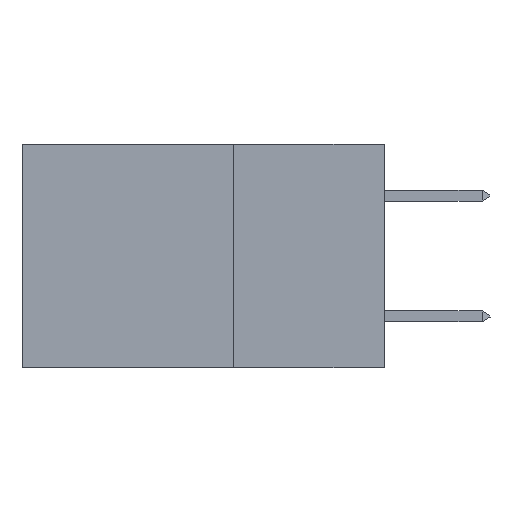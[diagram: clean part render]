
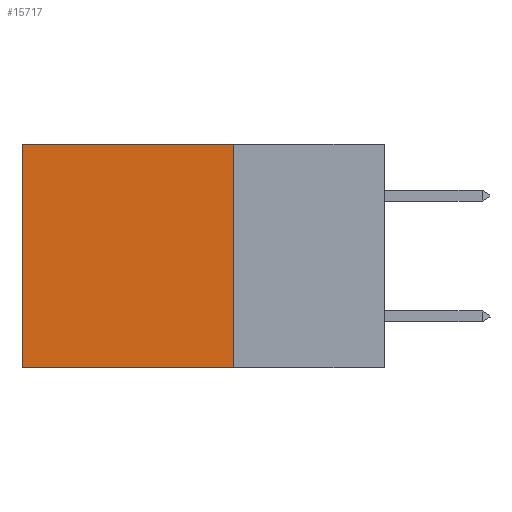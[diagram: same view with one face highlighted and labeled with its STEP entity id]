
A CAD part, left-side view. The second image highlights one B-rep face of the part: STEP entity #15717.
In plain terms, the highlighted planar face has unit normal (-1, 0, 0).
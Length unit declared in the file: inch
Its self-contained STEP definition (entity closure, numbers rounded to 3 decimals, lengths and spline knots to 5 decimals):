
#1063 = VECTOR ( 'NONE', #9731, 39.37008 ) ;
#1476 = VECTOR ( 'NONE', #11182, 39.37008 ) ;
#2173 = EDGE_CURVE ( 'NONE', #14278, #17009, #12937, .T. ) ;
#2329 = CARTESIAN_POINT ( 'NONE',  ( 0.2875, 0.6, 0. ) ) ;
#2521 = DIRECTION ( 'NONE',  ( 0., 0., -1. ) ) ;
#2701 = EDGE_CURVE ( 'NONE', #20977, #14278, #11852, .T. ) ;
#3986 = CARTESIAN_POINT ( 'NONE',  ( 0.2875, 0.6, -0.37 ) ) ;
#4282 = FACE_OUTER_BOUND ( 'NONE', #17911, .T. ) ;
#4728 = CARTESIAN_POINT ( 'NONE',  ( 0.2875, 0.25, 0. ) ) ;
#4795 = CARTESIAN_POINT ( 'NONE',  ( 0.2875, 0.25, 0. ) ) ;
#6394 = DIRECTION ( 'NONE',  ( 1., 0., 0. ) ) ;
#6560 = VERTEX_POINT ( 'NONE', #2329 ) ;
#6922 = EDGE_CURVE ( 'NONE', #6560, #17009, #18760, .T. ) ;
#8208 = EDGE_CURVE ( 'NONE', #20977, #6560, #12259, .T. ) ;
#8415 = DIRECTION ( 'NONE',  ( 0., 1., 0. ) ) ;
#8897 = VECTOR ( 'NONE', #8415, 39.37008 ) ;
#9731 = DIRECTION ( 'NONE',  ( 0., 0., -1. ) ) ;
#10006 = CARTESIAN_POINT ( 'NONE',  ( 0.2875, 0.6, 0. ) ) ;
#11138 = CARTESIAN_POINT ( 'NONE',  ( 0.2875, 0.25, 0. ) ) ;
#11182 = DIRECTION ( 'NONE',  ( 0., 1., 0. ) ) ;
#11852 = LINE ( 'NONE', #4728, #1063 ) ;
#12257 = ORIENTED_EDGE ( 'NONE', *, *, #6922, .T. ) ;
#12259 = LINE ( 'NONE', #4795, #8897 ) ;
#12818 = CARTESIAN_POINT ( 'NONE',  ( 0.2875, 0.25, -0.37 ) ) ;
#12926 = CARTESIAN_POINT ( 'NONE',  ( 0.2875, 0.25, -0.37 ) ) ;
#12937 = LINE ( 'NONE', #12818, #1476 ) ;
#13433 = ORIENTED_EDGE ( 'NONE', *, *, #8208, .T. ) ;
#14278 = VERTEX_POINT ( 'NONE', #12926 ) ;
#15550 = ORIENTED_EDGE ( 'NONE', *, *, #2173, .F. ) ;
#15717 = ADVANCED_FACE ( 'NONE', ( #4282 ), #18541, .F. ) ;
#16892 = CARTESIAN_POINT ( 'NONE',  ( 0.2875, 0.25, 0. ) ) ;
#17009 = VERTEX_POINT ( 'NONE', #3986 ) ;
#17420 = ORIENTED_EDGE ( 'NONE', *, *, #2701, .F. ) ;
#17911 = EDGE_LOOP ( 'NONE', ( #12257, #15550, #17420, #13433 ) ) ;
#18541 = PLANE ( 'NONE',  #22183 ) ;
#18648 = DIRECTION ( 'NONE',  ( 0., 0., -1. ) ) ;
#18760 = LINE ( 'NONE', #10006, #18939 ) ;
#18939 = VECTOR ( 'NONE', #18648, 39.37008 ) ;
#20977 = VERTEX_POINT ( 'NONE', #11138 ) ;
#22183 = AXIS2_PLACEMENT_3D ( 'NONE', #16892, #6394, #2521 ) ;
